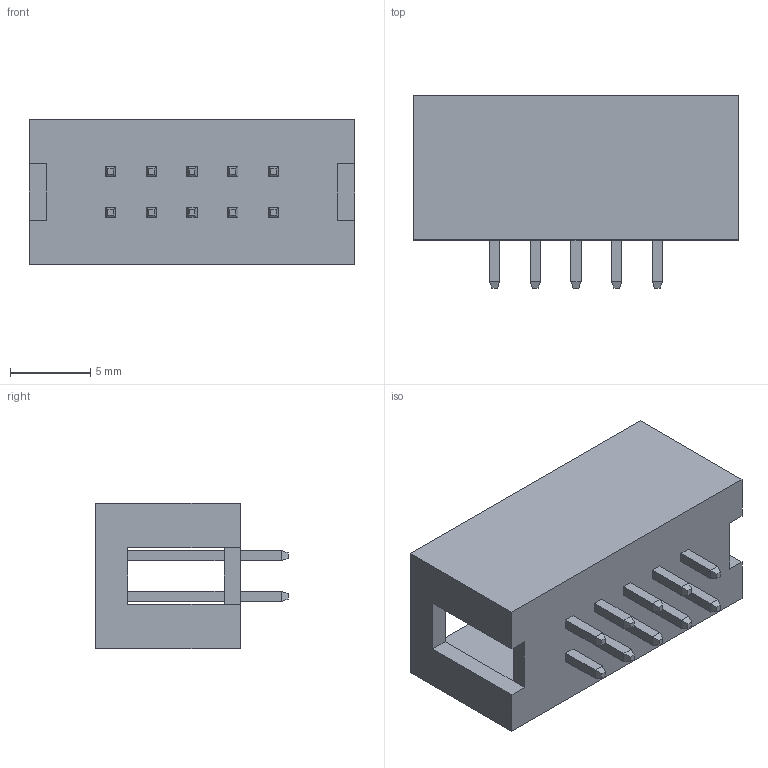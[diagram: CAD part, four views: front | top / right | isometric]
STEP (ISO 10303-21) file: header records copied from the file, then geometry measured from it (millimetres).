
FILE_DESCRIPTION (( 'STEP AP214' ), '1' );
FILE_NAME ('F0CA545D-EE00-4F9C-BA0E-4FD8A40A1B4D.STEP', '2023-11-09T12:42:53', ( '' ), ( '' ), 'SwSTEP 2.0', 'SolidWorks 2022', '' );
FILE_SCHEMA (( 'AUTOMOTIVE_DESIGN' ));
Length unit declared in the file: millimetre
Products named in the file (1): F0CA545D-EE00-4F9C-BA0E-4FD8A40A1B4D
Bounding box: 20.3 x 12 x 9.1 mm (x, y, z)
Volume: 607.2 mm3; surface area: 1462.6 mm2
Topology: 5 solids, 5 shells, 202 faces, 468 edges, 284 vertices
Faces by surface type: plane 202
Entity records: 7816 total; most frequent: CARTESIAN_POINT 955, ORIENTED_EDGE 936, DIRECTION 874, EDGE_CURVE 468, LINE 468, VECTOR 468, VERTEX_POINT 284, EDGE_LOOP 222
